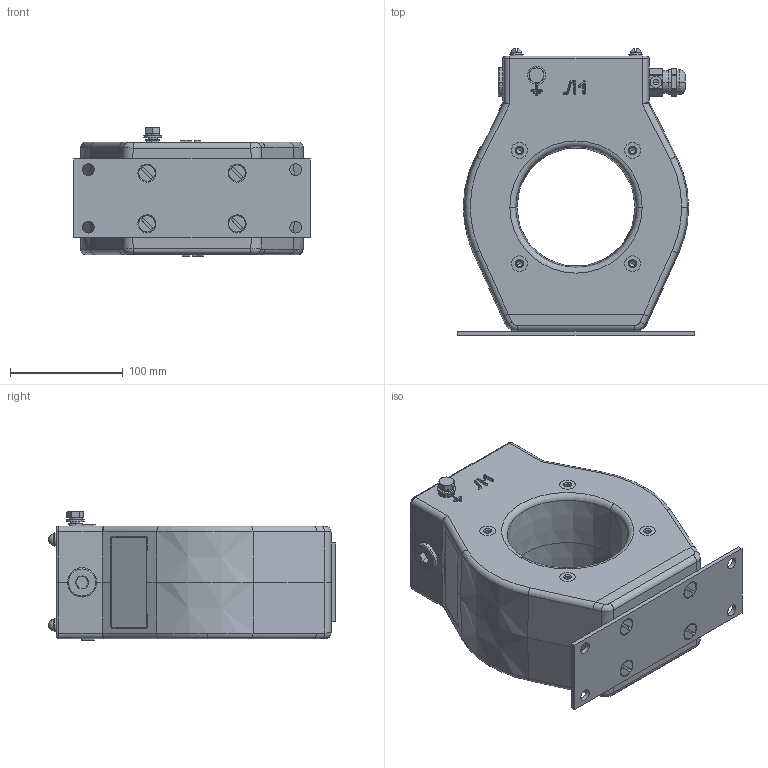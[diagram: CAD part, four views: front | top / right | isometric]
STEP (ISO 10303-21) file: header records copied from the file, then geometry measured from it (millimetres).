
FILE_DESCRIPTION (( 'STEP AP214' ), '1' );
FILE_NAME ('ÒØË-0,66-VII-3 äëÿ êàòàëîãà AI.STEP', '2026-03-12T03:34:35', ( '' ), ( '' ), 'SwSTEP 2.0', 'SolidWorks 2010', '' );
FILE_SCHEMA (( 'AUTOMOTIVE_DESIGN' ));
Length unit declared in the file: millimetre
Products named in the file (1): ÒØË-0,66-VII-3 äëÿ êàòàëîãà AI
Bounding box: 210 x 254.92 x 114.4 mm (x, y, z)
Volume: 1738087.6 mm3; surface area: 519399.6 mm2
Topology: 33 solids, 34 shells, 1222 faces, 2948 edges, 1834 vertices
Faces by surface type: plane 497, cylinder 386, cone 177, torus 74, bspline 68, sphere 20
Entity records: 52184 total; most frequent: CARTESIAN_POINT 10006, DIRECTION 6076, ORIENTED_EDGE 5848, EDGE_CURVE 2924, AXIS2_PLACEMENT_3D 2376, VERTEX_POINT 1834, EDGE_LOOP 1376, VECTOR 1324
